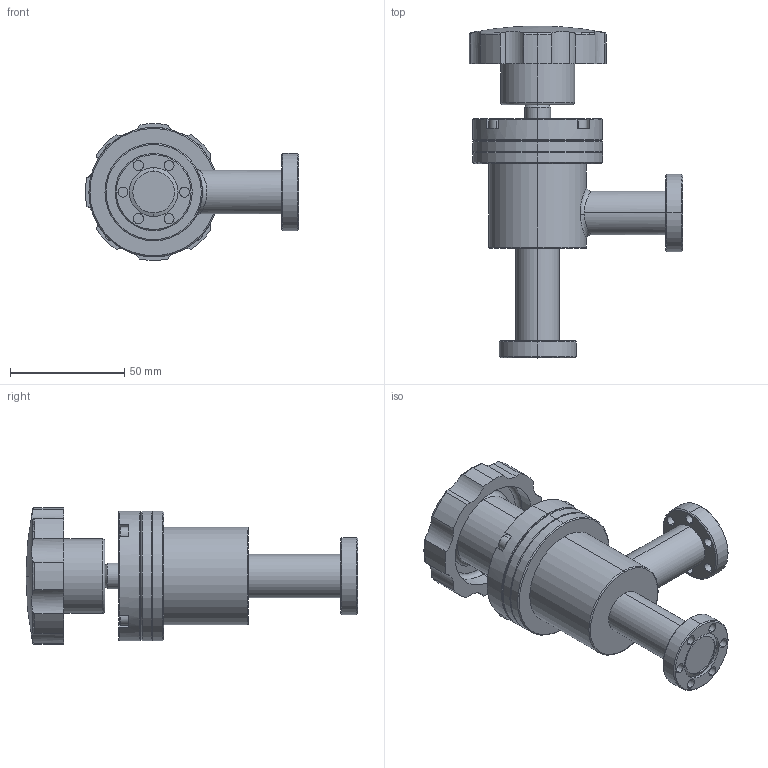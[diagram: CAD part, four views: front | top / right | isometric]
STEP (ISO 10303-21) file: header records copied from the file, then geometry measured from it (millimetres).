
FILE_DESCRIPTION (( 'STEP AP214' ), '1' );
FILE_NAME ('300109030016.STEP', '2021-01-27T02:59:24', ( 'admin' ), ( '' ), 'SwSTEP 2.0', 'SolidWorks 2018', '' );
FILE_SCHEMA (( 'AUTOMOTIVE_DESIGN' ));
Length unit declared in the file: millimetre
Products named in the file (1): 300109030016
Bounding box: 93.43 x 145.4 x 59.93 mm (x, y, z)
Volume: 183908.1 mm3; surface area: 37079.2 mm2
Topology: 1 solids, 1 shells, 222 faces, 557 edges, 353 vertices
Faces by surface type: cylinder 87, plane 63, cone 39, torus 17, bspline 14, sphere 2
Entity records: 7993 total; most frequent: CARTESIAN_POINT 2542, DIRECTION 1164, ORIENTED_EDGE 1114, EDGE_CURVE 557, AXIS2_PLACEMENT_3D 462, VERTEX_POINT 353, EDGE_LOOP 262, CIRCLE 253
